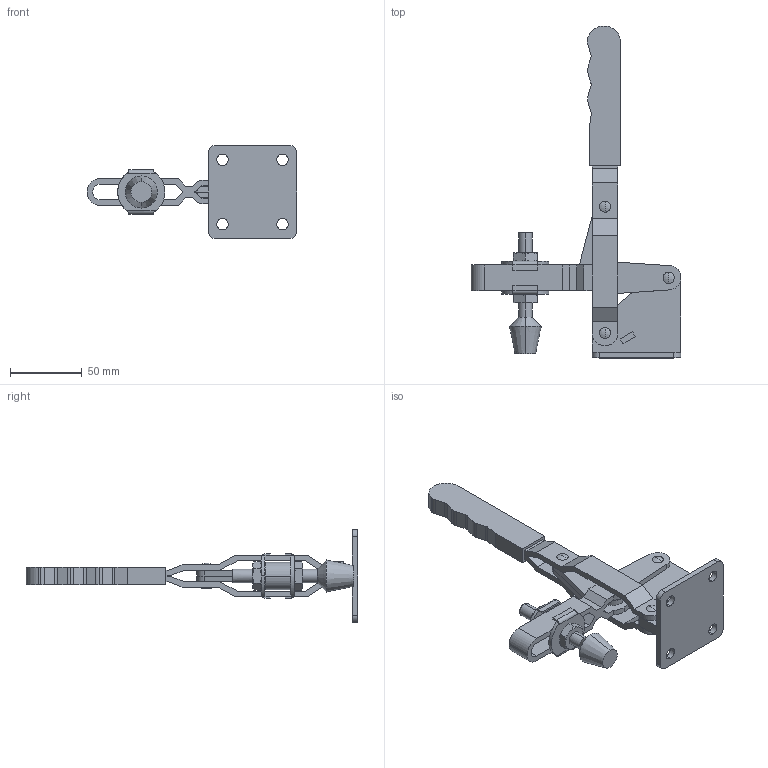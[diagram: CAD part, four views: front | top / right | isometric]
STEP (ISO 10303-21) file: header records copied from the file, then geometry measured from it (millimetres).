
FILE_DESCRIPTION (( 'STEP AP214' ), '1' );
FILE_NAME ('GH-101-EL(Â²¤Æ).STEP', '2020-05-15T01:19:20', ( 'LinWei' ), ( '' ), 'SwSTEP 2.0', 'SolidWorks 2016', '' );
FILE_SCHEMA (( 'AUTOMOTIVE_DESIGN' ));
Length unit declared in the file: millimetre
Products named in the file (6): Group2^GH-101-EL(簡化); Group1^GH-101-EL(簡化); GH-101-EL(簡化); Group5^GH-101-EL(簡化); Group4^GH-101-EL(簡化); Group3^GH-101-EL(簡化)
Assembly tree (5 placements, depth 2):
  GH-101-EL(簡化)
    Group1^GH-101-EL(簡化)
    Group2^GH-101-EL(簡化)
    Group3^GH-101-EL(簡化)
    Group4^GH-101-EL(簡化)
    Group5^GH-101-EL(簡化)
Bounding box: 146.61 x 232 x 65 mm (x, y, z)
Volume: 129109.3 mm3; surface area: 59458.1 mm2
Topology: 5 solids, 5 shells, 267 faces, 677 edges, 437 vertices
Faces by surface type: plane 139, cylinder 90, cone 28, sphere 8, bspline 2
Entity records: 9782 total; most frequent: CARTESIAN_POINT 2047, DIRECTION 1374, ORIENTED_EDGE 1354, EDGE_CURVE 677, AXIS2_PLACEMENT_3D 488, VERTEX_POINT 437, VECTOR 398, LINE 398
